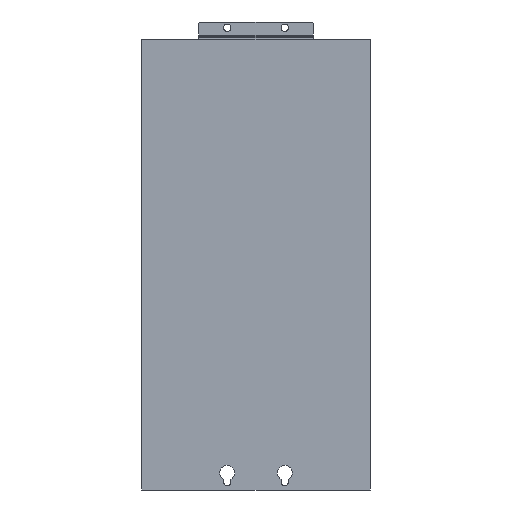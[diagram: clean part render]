
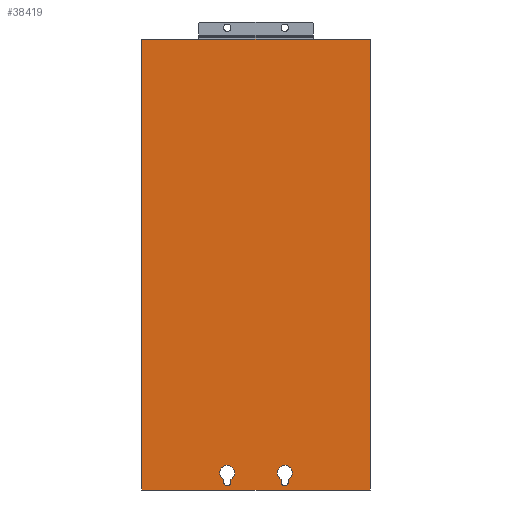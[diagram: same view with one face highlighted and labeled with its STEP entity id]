
A CAD part, front view. The second image highlights one B-rep face of the part: STEP entity #38419.
In plain terms, the highlighted planar face has unit normal (0, -1, 0).
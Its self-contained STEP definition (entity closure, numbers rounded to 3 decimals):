
#7862 = CARTESIAN_POINT ( 'NONE',  ( 53.25, 0., 2.371 ) ) ;
#7863 = CARTESIAN_POINT ( 'NONE',  ( 50., 0., 14.5 ) ) ;
#7864 = DIRECTION ( 'NONE',  ( 0., 0., 1. ) ) ;
#7865 = DIRECTION ( 'NONE',  ( 0., 1., 0. ) ) ;
#7866 = CARTESIAN_POINT ( 'NONE',  ( 50., 0., 8. ) ) ;
#7867 = AXIS2_PLACEMENT_3D ( 'NONE', #7866, #7865, #7864 ) ;
#7868 = CIRCLE ( 'NONE', #7867, 6.5 ) ;
#7924 = DIRECTION ( 'NONE',  ( 0., 0., 1. ) ) ;
#7925 = DIRECTION ( 'NONE',  ( 0., 1., 0. ) ) ;
#7926 = CARTESIAN_POINT ( 'NONE',  ( 0., 0., 8. ) ) ;
#7927 = AXIS2_PLACEMENT_3D ( 'NONE', #7926, #7925, #7924 ) ;
#7928 = CIRCLE ( 'NONE', #7927, 6.5 ) ;
#7930 = CARTESIAN_POINT ( 'NONE',  ( -3.25, 0., 2.371 ) ) ;
#7931 = DIRECTION ( 'NONE',  ( 0., 0., 1. ) ) ;
#7932 = VECTOR ( 'NONE', #7931, 1000. ) ;
#7933 = CARTESIAN_POINT ( 'NONE',  ( -3.25, 0., 0. ) ) ;
#7934 = LINE ( 'NONE', #7933, #7932 ) ;
#7935 = CARTESIAN_POINT ( 'NONE',  ( -3.25, 0., 0. ) ) ;
#7936 = DIRECTION ( 'NONE',  ( 0., 0., 1. ) ) ;
#7937 = DIRECTION ( 'NONE',  ( 0., 1., 0. ) ) ;
#7938 = CARTESIAN_POINT ( 'NONE',  ( 0., 0., 0. ) ) ;
#7939 = AXIS2_PLACEMENT_3D ( 'NONE', #7938, #7937, #7936 ) ;
#7940 = CIRCLE ( 'NONE', #7939, 3.25 ) ;
#7941 = CARTESIAN_POINT ( 'NONE',  ( 3.25, 0., 0. ) ) ;
#7942 = DIRECTION ( 'NONE',  ( 0., 0., -1. ) ) ;
#7943 = VECTOR ( 'NONE', #7942, 1000. ) ;
#7944 = CARTESIAN_POINT ( 'NONE',  ( 3.25, 0., 0. ) ) ;
#7945 = LINE ( 'NONE', #7944, #7943 ) ;
#7946 = DIRECTION ( 'NONE',  ( 0., 0., 1. ) ) ;
#7947 = DIRECTION ( 'NONE',  ( 0., 1., 0. ) ) ;
#7948 = CARTESIAN_POINT ( 'NONE',  ( 50., 0., 0. ) ) ;
#7949 = AXIS2_PLACEMENT_3D ( 'NONE', #7948, #7947, #7946 ) ;
#7950 = CIRCLE ( 'NONE', #7949, 3.25 ) ;
#8066 = DIRECTION ( 'NONE',  ( 0., 0., -1. ) ) ;
#8067 = VECTOR ( 'NONE', #8066, 1000. ) ;
#8068 = CARTESIAN_POINT ( 'NONE',  ( 53.25, 0., 0. ) ) ;
#8069 = LINE ( 'NONE', #8068, #8067 ) ;
#8070 = DIRECTION ( 'NONE',  ( 0., 0., 1. ) ) ;
#8071 = DIRECTION ( 'NONE',  ( 0., 1., 0. ) ) ;
#8072 = AXIS2_PLACEMENT_3D ( 'NONE', #8078, #8071, #8070 ) ;
#8073 = CIRCLE ( 'NONE', #8072, 6.5 ) ;
#8078 = CARTESIAN_POINT ( 'NONE',  ( 50., 0., 8. ) ) ;
#8113 = CARTESIAN_POINT ( 'NONE',  ( 46.75, 0., 2.371 ) ) ;
#8114 = CARTESIAN_POINT ( 'NONE',  ( 46.75, 0., 0. ) ) ;
#8115 = DIRECTION ( 'NONE',  ( 0., 0., 1. ) ) ;
#8116 = VECTOR ( 'NONE', #8115, 1000. ) ;
#8117 = CARTESIAN_POINT ( 'NONE',  ( 46.75, 0., 0. ) ) ;
#8118 = LINE ( 'NONE', #8117, #8116 ) ;
#8123 = DIRECTION ( 'NONE',  ( 0., 0., 1. ) ) ;
#8124 = DIRECTION ( 'NONE',  ( 0., 1., 0. ) ) ;
#8125 = CARTESIAN_POINT ( 'NONE',  ( -74.5, 0., 385. ) ) ;
#8126 = AXIS2_PLACEMENT_3D ( 'NONE', #8125, #8124, #8123 ) ;
#8127 = PLANE ( 'NONE',  #8126 ) ;
#8143 = FACE_OUTER_BOUND ( 'NONE', #38563, .T. ) ;
#8144 = FACE_BOUND ( 'NONE', #38338, .T. ) ;
#8145 = FACE_BOUND ( 'NONE', #38420, .T. ) ;
#8166 = DIRECTION ( 'NONE',  ( 0., 0., 1. ) ) ;
#8167 = VECTOR ( 'NONE', #8166, 1000. ) ;
#8168 = CARTESIAN_POINT ( 'NONE',  ( -74.5, 0., -7. ) ) ;
#8174 = LINE ( 'NONE', #8168, #8167 ) ;
#8207 = DIRECTION ( 'NONE',  ( -1., 0., 0. ) ) ;
#8208 = VECTOR ( 'NONE', #8207, 1000. ) ;
#8209 = CARTESIAN_POINT ( 'NONE',  ( -74.5, 0., -7. ) ) ;
#8210 = LINE ( 'NONE', #8209, #8208 ) ;
#8217 = CARTESIAN_POINT ( 'NONE',  ( 124.5, 0., -7. ) ) ;
#8290 = CARTESIAN_POINT ( 'NONE',  ( -74.5, 0., -7. ) ) ;
#8315 = CARTESIAN_POINT ( 'NONE',  ( -74.5, 0., 385. ) ) ;
#8335 = CARTESIAN_POINT ( 'NONE',  ( 3.25, 0., 2.371 ) ) ;
#8336 = CARTESIAN_POINT ( 'NONE',  ( 0., 0., 14.5 ) ) ;
#8337 = DIRECTION ( 'NONE',  ( 0., 0., 1. ) ) ;
#8338 = DIRECTION ( 'NONE',  ( 0., 1., 0. ) ) ;
#8339 = CARTESIAN_POINT ( 'NONE',  ( 0., 0., 8. ) ) ;
#8340 = AXIS2_PLACEMENT_3D ( 'NONE', #8339, #8338, #8337 ) ;
#8341 = CIRCLE ( 'NONE', #8340, 6.5 ) ;
#8342 = CARTESIAN_POINT ( 'NONE',  ( 53.25, 0., 0. ) ) ;
#9109 = LINE ( 'NONE', #9271, #9270 ) ;
#9120 = CARTESIAN_POINT ( 'NONE',  ( 124.5, 0., 385. ) ) ;
#9121 = DIRECTION ( 'NONE',  ( 1., 0., 0. ) ) ;
#9122 = VECTOR ( 'NONE', #9121, 1000. ) ;
#9123 = CARTESIAN_POINT ( 'NONE',  ( -74.5, 0., 385. ) ) ;
#9269 = DIRECTION ( 'NONE',  ( 0., 0., -1. ) ) ;
#9270 = VECTOR ( 'NONE', #9269, 1000. ) ;
#9271 = CARTESIAN_POINT ( 'NONE',  ( 124.5, 0., -7. ) ) ;
#9272 = LINE ( 'NONE', #9123, #9122 ) ;
#38336 = ORIENTED_EDGE ( 'NONE', *, *, #38337, .T. ) ;
#38337 = EDGE_CURVE ( 'NONE', #38516, #38425, #7950, .T. ) ;
#38338 = EDGE_LOOP ( 'NONE', ( #38339, #38342, #38345, #38348, #38562 ) ) ;
#38339 = ORIENTED_EDGE ( 'NONE', *, *, #38340, .T. ) ;
#38340 = EDGE_CURVE ( 'NONE', #38519, #38341, #7945, .T. ) ;
#38341 = VERTEX_POINT ( 'NONE', #7941 ) ;
#38342 = ORIENTED_EDGE ( 'NONE', *, *, #38343, .T. ) ;
#38343 = EDGE_CURVE ( 'NONE', #38341, #38344, #7940, .T. ) ;
#38344 = VERTEX_POINT ( 'NONE', #7935 ) ;
#38345 = ORIENTED_EDGE ( 'NONE', *, *, #38346, .T. ) ;
#38346 = EDGE_CURVE ( 'NONE', #38344, #38347, #7934, .T. ) ;
#38347 = VERTEX_POINT ( 'NONE', #7930 ) ;
#38348 = ORIENTED_EDGE ( 'NONE', *, *, #38349, .T. ) ;
#38349 = EDGE_CURVE ( 'NONE', #38347, #38518, #7928, .T. ) ;
#38361 = EDGE_CURVE ( 'NONE', #38363, #38364, #7868, .T. ) ;
#38363 = VERTEX_POINT ( 'NONE', #7863 ) ;
#38364 = VERTEX_POINT ( 'NONE', #7862 ) ;
#38400 = EDGE_CURVE ( 'NONE', #38463, #38484, #8174, .T. ) ;
#38419 = ADVANCED_FACE ( 'NONE', ( #8145, #8144, #8143 ), #8127, .F. ) ;
#38420 = EDGE_LOOP ( 'NONE', ( #38422, #38429, #38433, #38435, #38336 ) ) ;
#38422 = ORIENTED_EDGE ( 'NONE', *, *, #38424, .T. ) ;
#38424 = EDGE_CURVE ( 'NONE', #38425, #38426, #8118, .T. ) ;
#38425 = VERTEX_POINT ( 'NONE', #8114 ) ;
#38426 = VERTEX_POINT ( 'NONE', #8113 ) ;
#38429 = ORIENTED_EDGE ( 'NONE', *, *, #38431, .T. ) ;
#38431 = EDGE_CURVE ( 'NONE', #38426, #38363, #8073, .T. ) ;
#38433 = ORIENTED_EDGE ( 'NONE', *, *, #38361, .T. ) ;
#38435 = ORIENTED_EDGE ( 'NONE', *, *, #38436, .T. ) ;
#38436 = EDGE_CURVE ( 'NONE', #38364, #38516, #8069, .T. ) ;
#38458 = VERTEX_POINT ( 'NONE', #8217 ) ;
#38462 = EDGE_CURVE ( 'NONE', #38458, #38463, #8210, .T. ) ;
#38463 = VERTEX_POINT ( 'NONE', #8290 ) ;
#38484 = VERTEX_POINT ( 'NONE', #8315 ) ;
#38516 = VERTEX_POINT ( 'NONE', #8342 ) ;
#38517 = EDGE_CURVE ( 'NONE', #38518, #38519, #8341, .T. ) ;
#38518 = VERTEX_POINT ( 'NONE', #8336 ) ;
#38519 = VERTEX_POINT ( 'NONE', #8335 ) ;
#38562 = ORIENTED_EDGE ( 'NONE', *, *, #38517, .T. ) ;
#38563 = EDGE_LOOP ( 'NONE', ( #38565, #38567, #38568, #38569 ) ) ;
#38565 = ORIENTED_EDGE ( 'NONE', *, *, #38400, .F. ) ;
#38567 = ORIENTED_EDGE ( 'NONE', *, *, #38462, .F. ) ;
#38568 = ORIENTED_EDGE ( 'NONE', *, *, #38845, .F. ) ;
#38569 = ORIENTED_EDGE ( 'NONE', *, *, #38821, .F. ) ;
#38821 = EDGE_CURVE ( 'NONE', #38484, #38824, #9272, .T. ) ;
#38824 = VERTEX_POINT ( 'NONE', #9120 ) ;
#38845 = EDGE_CURVE ( 'NONE', #38824, #38458, #9109, .T. ) ;
